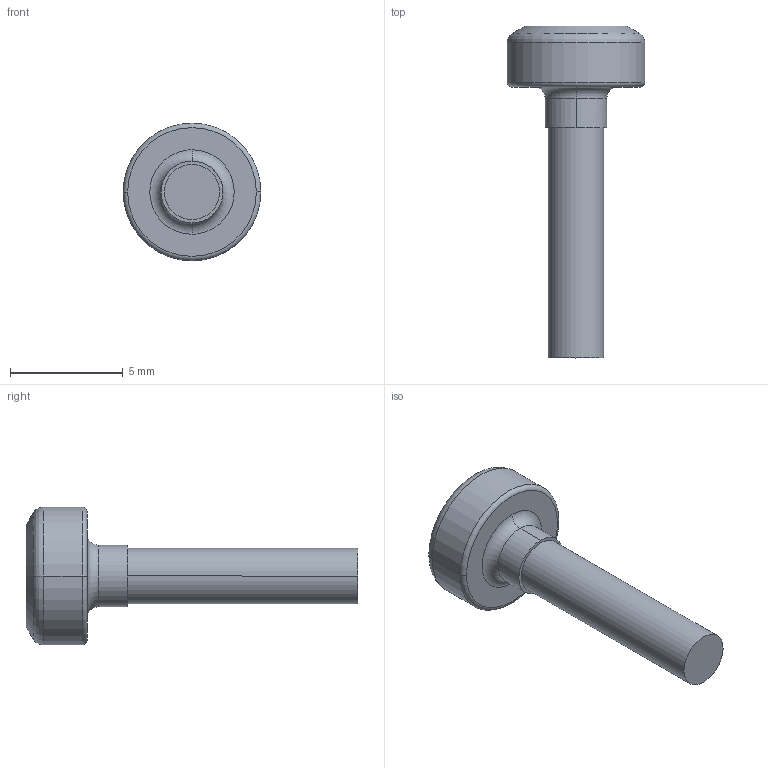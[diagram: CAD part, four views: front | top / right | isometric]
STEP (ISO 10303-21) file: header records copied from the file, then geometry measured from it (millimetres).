
FILE_DESCRIPTION(('CATIA V5 STEP Exchange','CAx-IF Rec.Pracs.--- Model Styling and Organization---1.5--- 2016-08-15','CAx-IF Rec.Pracs.---Supplemental Geometry---1.0---2011-11-01','CAx-IF Rec.Pracs.--- Composite Materials ---1.1---2010-07-15'),'2;1');
FILE_NAME ('1340075-1_0_2812290000_2812290000.stp','2024-06-14T13:27:03+00:00',('none'),('Weidmueller'),'CATIA Version 5-6 Release 2022 SP4 HF5','CATIA V5 STEP AP214 v3','none');
FILE_SCHEMA(('AUTOMOTIVE_DESIGN { 1 0 10303 214 1 1 1 1 }'));
Length unit declared in the file: millimetre
Products named in the file (1): EJOT DELTA PT-P WN 5451 35x12
Bounding box: 6.1 x 14.7 x 6.1 mm (x, y, z)
Volume: 121.5 mm3; surface area: 211.1 mm2
Topology: 1 solids, 1 shells, 70 faces, 194 edges, 127 vertices
Faces by surface type: bspline 24, cylinder 20, plane 16, torus 6, cone 4
Entity records: 3281 total; most frequent: CARTESIAN_POINT 1870, ORIENTED_EDGE 384, EDGE_CURVE 192, DIRECTION 148, VERTEX_POINT 127, B_SPLINE_CURVE_WITH_KNOTS 108, AXIS2_PLACEMENT_3D 73, EDGE_LOOP 73
